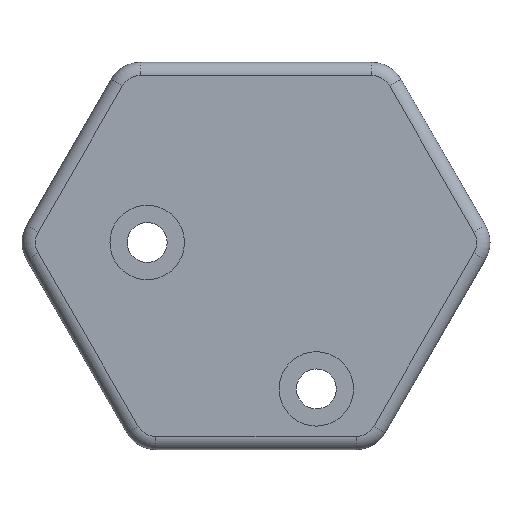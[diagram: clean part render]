
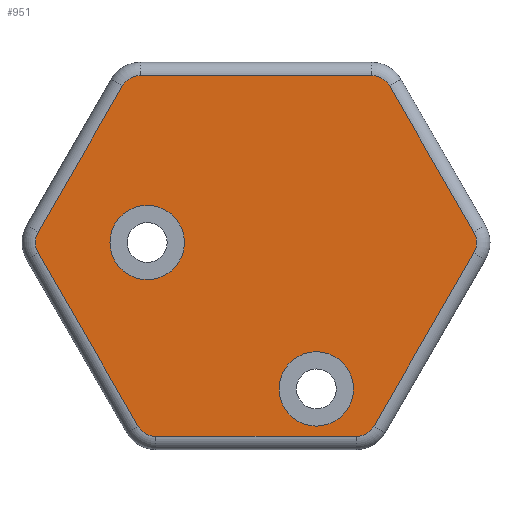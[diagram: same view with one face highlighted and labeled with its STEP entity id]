
A CAD part, front view. The second image highlights one B-rep face of the part: STEP entity #951.
In plain terms, the highlighted planar face has unit normal (0, -1, 0).
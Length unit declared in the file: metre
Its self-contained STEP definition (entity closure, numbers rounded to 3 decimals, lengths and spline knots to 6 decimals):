
#50=PLANE('',#1045);
#85=LINE('',#1540,#149);
#86=LINE('',#1545,#150);
#87=LINE('',#1549,#151);
#88=LINE('',#1553,#152);
#89=LINE('',#1557,#153);
#90=LINE('',#1561,#154);
#149=VECTOR('',#1228,1.);
#150=VECTOR('',#1231,1.);
#151=VECTOR('',#1234,1.);
#152=VECTOR('',#1237,1.);
#153=VECTOR('',#1240,1.);
#154=VECTOR('',#1243,1.);
#241=ORIENTED_EDGE('',*,*,#509,.T.);
#242=ORIENTED_EDGE('',*,*,#510,.T.);
#243=ORIENTED_EDGE('',*,*,#511,.T.);
#244=ORIENTED_EDGE('',*,*,#512,.T.);
#245=ORIENTED_EDGE('',*,*,#513,.T.);
#246=ORIENTED_EDGE('',*,*,#514,.T.);
#247=ORIENTED_EDGE('',*,*,#515,.T.);
#248=ORIENTED_EDGE('',*,*,#516,.T.);
#249=ORIENTED_EDGE('',*,*,#517,.T.);
#250=ORIENTED_EDGE('',*,*,#518,.T.);
#251=ORIENTED_EDGE('',*,*,#519,.T.);
#252=ORIENTED_EDGE('',*,*,#520,.T.);
#253=ORIENTED_EDGE('',*,*,#521,.F.);
#254=ORIENTED_EDGE('',*,*,#522,.F.);
#509=EDGE_CURVE('',#637,#638,#85,.T.);
#510=EDGE_CURVE('',#638,#639,#709,.T.);
#511=EDGE_CURVE('',#639,#640,#86,.T.);
#512=EDGE_CURVE('',#640,#641,#710,.T.);
#513=EDGE_CURVE('',#641,#642,#87,.T.);
#514=EDGE_CURVE('',#642,#643,#711,.T.);
#515=EDGE_CURVE('',#643,#644,#88,.T.);
#516=EDGE_CURVE('',#644,#645,#712,.T.);
#517=EDGE_CURVE('',#645,#646,#89,.T.);
#518=EDGE_CURVE('',#646,#647,#713,.T.);
#519=EDGE_CURVE('',#647,#648,#90,.T.);
#520=EDGE_CURVE('',#648,#637,#714,.T.);
#521=EDGE_CURVE('',#649,#649,#715,.T.);
#522=EDGE_CURVE('',#650,#650,#716,.T.);
#637=VERTEX_POINT('',#1541);
#638=VERTEX_POINT('',#1542);
#639=VERTEX_POINT('',#1544);
#640=VERTEX_POINT('',#1546);
#641=VERTEX_POINT('',#1548);
#642=VERTEX_POINT('',#1550);
#643=VERTEX_POINT('',#1552);
#644=VERTEX_POINT('',#1554);
#645=VERTEX_POINT('',#1556);
#646=VERTEX_POINT('',#1558);
#647=VERTEX_POINT('',#1560);
#648=VERTEX_POINT('',#1562);
#649=VERTEX_POINT('',#1565);
#650=VERTEX_POINT('',#1567);
#709=CIRCLE('',#1046,0.00154);
#710=CIRCLE('',#1047,0.00154);
#711=CIRCLE('',#1048,0.00154);
#712=CIRCLE('',#1049,0.00154);
#713=CIRCLE('',#1050,0.00154);
#714=CIRCLE('',#1051,0.00154);
#715=CIRCLE('',#1052,0.0028);
#716=CIRCLE('',#1053,0.0028);
#769=EDGE_LOOP('',(#241,#242,#243,#244,#245,#246,#247,#248,#249,#250,#251,
#252));
#770=EDGE_LOOP('',(#253));
#771=EDGE_LOOP('',(#254));
#845=FACE_BOUND('',#769,.T.);
#846=FACE_BOUND('',#770,.T.);
#847=FACE_BOUND('',#771,.T.);
#951=ADVANCED_FACE('',(#845,#846,#847),#50,.T.);
#1045=AXIS2_PLACEMENT_3D('',#1539,#1226,#1227);
#1046=AXIS2_PLACEMENT_3D('',#1543,#1229,#1230);
#1047=AXIS2_PLACEMENT_3D('',#1547,#1232,#1233);
#1048=AXIS2_PLACEMENT_3D('',#1551,#1235,#1236);
#1049=AXIS2_PLACEMENT_3D('',#1555,#1238,#1239);
#1050=AXIS2_PLACEMENT_3D('',#1559,#1241,#1242);
#1051=AXIS2_PLACEMENT_3D('',#1563,#1244,#1245);
#1052=AXIS2_PLACEMENT_3D('',#1564,#1246,#1247);
#1053=AXIS2_PLACEMENT_3D('',#1566,#1248,#1249);
#1226=DIRECTION('',(0.,-1.,0.));
#1227=DIRECTION('',(1.,0.,0.));
#1228=DIRECTION('',(-1.,0.,0.));
#1229=DIRECTION('',(0.,-1.,0.));
#1230=DIRECTION('',(0.,0.,-1.));
#1231=DIRECTION('',(-0.5,0.,-0.866));
#1232=DIRECTION('',(0.,-1.,0.));
#1233=DIRECTION('',(0.,0.,-1.));
#1234=DIRECTION('',(0.5,0.,-0.866));
#1235=DIRECTION('',(0.,-1.,0.));
#1236=DIRECTION('',(0.,0.,-1.));
#1237=DIRECTION('',(1.,0.,0.));
#1238=DIRECTION('',(0.,-1.,0.));
#1239=DIRECTION('',(0.,0.,-1.));
#1240=DIRECTION('',(0.5,0.,0.866));
#1241=DIRECTION('',(0.,-1.,0.));
#1242=DIRECTION('',(0.,0.,-1.));
#1243=DIRECTION('',(-0.5,0.,0.866));
#1244=DIRECTION('',(0.,-1.,0.));
#1245=DIRECTION('',(0.,0.,-1.));
#1246=DIRECTION('',(0.,-1.,0.));
#1247=DIRECTION('',(0.,0.,-1.));
#1248=DIRECTION('',(0.,-1.,0.));
#1249=DIRECTION('',(0.,0.,-1.));
#1539=CARTESIAN_POINT('',(-0.01651,-0.01984,-0.001016));
#1540=CARTESIAN_POINT('',(-0.025217,-0.01984,0.012556));
#1541=CARTESIAN_POINT('',(-0.007803,-0.01984,0.012556));
#1542=CARTESIAN_POINT('',(-0.025217,-0.01984,0.012556));
#1543=CARTESIAN_POINT('',(-0.025217,-0.01984,0.011016));
#1544=CARTESIAN_POINT('',(-0.02655,-0.01984,0.011786));
#1545=CARTESIAN_POINT('',(-0.032911,-0.01984,0.00077));
#1546=CARTESIAN_POINT('',(-0.032911,-0.01984,0.00077));
#1547=CARTESIAN_POINT('',(-0.031577,-0.01984,0.));
#1548=CARTESIAN_POINT('',(-0.032911,-0.01984,-0.00077));
#1549=CARTESIAN_POINT('',(-0.025377,-0.01984,-0.013818));
#1550=CARTESIAN_POINT('',(-0.025377,-0.01984,-0.013818));
#1551=CARTESIAN_POINT('',(-0.024044,-0.01984,-0.013048));
#1552=CARTESIAN_POINT('',(-0.024044,-0.01984,-0.014588));
#1553=CARTESIAN_POINT('',(-0.008976,-0.01984,-0.014588));
#1554=CARTESIAN_POINT('',(-0.008976,-0.01984,-0.014588));
#1555=CARTESIAN_POINT('',(-0.008976,-0.01984,-0.013048));
#1556=CARTESIAN_POINT('',(-0.007643,-0.01984,-0.013818));
#1557=CARTESIAN_POINT('',(-0.000109,-0.01984,-0.00077));
#1558=CARTESIAN_POINT('',(-0.000109,-0.01984,-0.00077));
#1559=CARTESIAN_POINT('',(-0.001443,-0.01984,0.));
#1560=CARTESIAN_POINT('',(-0.000109,-0.01984,0.00077));
#1561=CARTESIAN_POINT('',(-0.00647,-0.01984,0.011786));
#1562=CARTESIAN_POINT('',(-0.00647,-0.01984,0.011786));
#1563=CARTESIAN_POINT('',(-0.007803,-0.01984,0.011016));
#1564=CARTESIAN_POINT('',(-0.011975,-0.01984,-0.011016));
#1565=CARTESIAN_POINT('',(-0.011975,-0.01984,-0.013816));
#1566=CARTESIAN_POINT('',(-0.024696,-0.01984,0.));
#1567=CARTESIAN_POINT('',(-0.024696,-0.01984,-0.0028));
